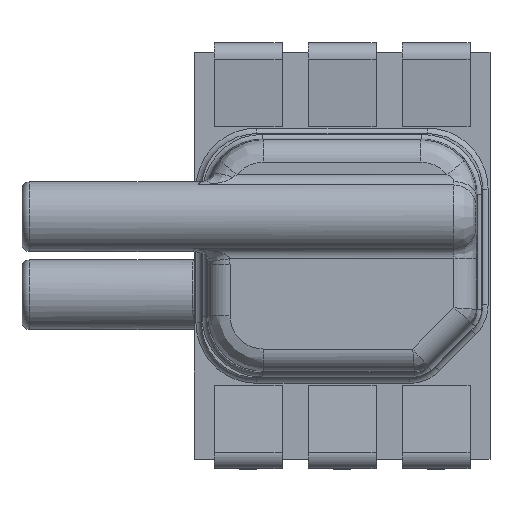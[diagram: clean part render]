
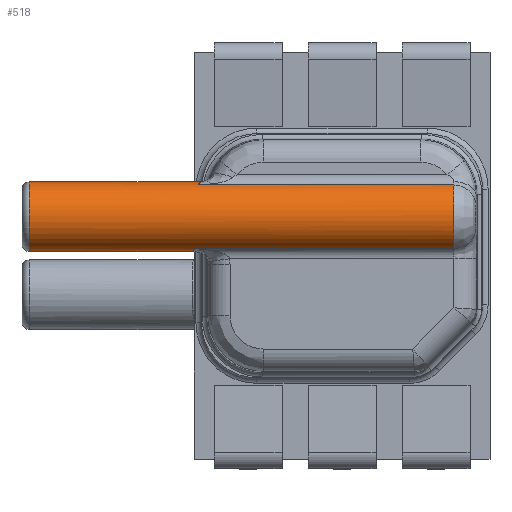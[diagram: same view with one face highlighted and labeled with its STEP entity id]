
A CAD part, top view. The second image highlights one B-rep face of the part: STEP entity #518.
In plain terms, the highlighted cylindrical face has radius 0.94 mm (diameter 1.88 mm), a partial arc.
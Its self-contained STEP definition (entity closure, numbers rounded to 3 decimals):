
#518=ADVANCED_FACE('',(#1538),#1539,.T.);
#1538=FACE_OUTER_BOUND('',#4086,.T.);
#1539=CYLINDRICAL_SURFACE('',#4087,0.94);
#4086=EDGE_LOOP('',(#8659,#8660,#8661,#8662,#8663,#8664,#8665,#8666,#8667));
#4087=AXIS2_PLACEMENT_3D('',#8668,#8669,#8670);
#8659=ORIENTED_EDGE('',*,*,#10073,.T.);
#8660=ORIENTED_EDGE('',*,*,#10072,.T.);
#8661=ORIENTED_EDGE('',*,*,#10074,.T.);
#8662=ORIENTED_EDGE('',*,*,#10075,.T.);
#8663=ORIENTED_EDGE('',*,*,#10076,.T.);
#8664=ORIENTED_EDGE('',*,*,#8956,.T.);
#8665=ORIENTED_EDGE('',*,*,#10077,.T.);
#8666=ORIENTED_EDGE('',*,*,#10078,.T.);
#8667=ORIENTED_EDGE('',*,*,#10079,.T.);
#8668=CARTESIAN_POINT('',(32.265,-31.95,2.16));
#8669=DIRECTION('',(1.0,0.,0.0));
#8670=DIRECTION('',(0.,1.0,0.0));
#8956=EDGE_CURVE('',#10144,#10148,#10150,.T.);
#10072=EDGE_CURVE('',#11903,#11911,#11913,.T.);
#10073=EDGE_CURVE('',#11914,#11903,#11915,.T.);
#10074=EDGE_CURVE('',#11911,#11916,#11917,.T.);
#10075=EDGE_CURVE('',#11916,#10156,#11918,.T.);
#10076=EDGE_CURVE('',#10156,#10144,#11919,.T.);
#10077=EDGE_CURVE('',#10148,#11920,#11921,.T.);
#10078=EDGE_CURVE('',#11920,#11922,#11923,.T.);
#10079=EDGE_CURVE('',#11922,#11914,#11924,.T.);
#10144=VERTEX_POINT('',#12010);
#10148=VERTEX_POINT('',#12014);
#10150=CIRCLE('',#12016,0.94);
#10156=VERTEX_POINT('',#12022);
#11903=VERTEX_POINT('',#15251);
#11911=VERTEX_POINT('',#15278);
#11913=LINE('',#15285,#15286);
#11914=VERTEX_POINT('',#15287);
#11915=B_SPLINE_CURVE_WITH_KNOTS('',3,(#15288,#15289,#15290,#15291,#15292,#15293,#15294,#15295,#15296,#15297,#15298,#15299,#15300,#15301,#15302,#15303,#15304),.UNSPECIFIED.,.F.,.F.,(4,1,1,1,1,1,1,1,1,1,1,1,1,1,4),(0.0,0.071,0.143,0.214,0.286,0.357,0.429,0.5,0.571,0.643,0.714,0.786,0.857,0.929,1.0),.UNSPECIFIED.);
#11916=VERTEX_POINT('',#15305);
#11917=B_SPLINE_CURVE_WITH_KNOTS('',3,(#15306,#15307,#15308,#15309,#15310,#15311),.UNSPECIFIED.,.F.,.F.,(4,1,1,4),(0.0,0.333,0.667,1.0),.UNSPECIFIED.);
#11918=LINE('',#15312,#15313);
#11919=CIRCLE('',#15314,0.94);
#11920=VERTEX_POINT('',#15315);
#11921=LINE('',#15316,#15317);
#11922=VERTEX_POINT('',#15318);
#11923=B_SPLINE_CURVE_WITH_KNOTS('',3,(#15319,#15320,#15321,#15322,#15323,#15324),.UNSPECIFIED.,.F.,.F.,(4,1,1,4),(0.0,0.333,0.667,1.0),.UNSPECIFIED.);
#11924=LINE('',#15325,#15326);
#12010=CARTESIAN_POINT('',(19.55,-32.89,2.181));
#12014=CARTESIAN_POINT('',(19.55,-32.89,2.16));
#12016=AXIS2_PLACEMENT_3D('',#15611,#15612,#15613);
#12022=CARTESIAN_POINT('',(19.55,-31.01,2.16));
#15251=CARTESIAN_POINT('',(31.017,-31.09,2.539));
#15278=CARTESIAN_POINT('',(24.11,-31.09,2.539));
#15285=CARTESIAN_POINT('',(31.017,-31.09,2.539));
#15286=VECTOR('',#17361,6.907);
#15287=CARTESIAN_POINT('',(31.017,-32.81,2.539));
#15288=CARTESIAN_POINT('',(31.017,-32.81,2.539));
#15289=CARTESIAN_POINT('',(31.017,-32.789,2.586));
#15290=CARTESIAN_POINT('',(31.016,-32.74,2.678));
#15291=CARTESIAN_POINT('',(31.015,-32.644,2.8));
#15292=CARTESIAN_POINT('',(31.015,-32.529,2.906));
#15293=CARTESIAN_POINT('',(31.014,-32.399,2.991));
#15294=CARTESIAN_POINT('',(31.014,-32.256,3.053));
#15295=CARTESIAN_POINT('',(31.013,-32.105,3.091));
#15296=CARTESIAN_POINT('',(31.013,-31.95,3.104));
#15297=CARTESIAN_POINT('',(31.013,-31.795,3.091));
#15298=CARTESIAN_POINT('',(31.014,-31.644,3.053));
#15299=CARTESIAN_POINT('',(31.014,-31.501,2.991));
#15300=CARTESIAN_POINT('',(31.015,-31.371,2.906));
#15301=CARTESIAN_POINT('',(31.015,-31.256,2.8));
#15302=CARTESIAN_POINT('',(31.016,-31.16,2.677));
#15303=CARTESIAN_POINT('',(31.017,-31.111,2.586));
#15304=CARTESIAN_POINT('',(31.017,-31.09,2.539));
#15305=CARTESIAN_POINT('',(24.144,-31.01,2.16));
#15306=CARTESIAN_POINT('',(24.11,-31.09,2.539));
#15307=CARTESIAN_POINT('',(24.119,-31.071,2.497));
#15308=CARTESIAN_POINT('',(24.133,-31.041,2.412));
#15309=CARTESIAN_POINT('',(24.145,-31.016,2.286));
#15310=CARTESIAN_POINT('',(24.145,-31.01,2.201));
#15311=CARTESIAN_POINT('',(24.144,-31.01,2.16));
#15312=CARTESIAN_POINT('',(24.144,-31.01,2.16));
#15313=VECTOR('',#17362,4.594);
#15314=AXIS2_PLACEMENT_3D('',#17363,#17364,#17365);
#15315=CARTESIAN_POINT('',(23.98,-32.89,2.16));
#15316=CARTESIAN_POINT('',(19.55,-32.89,2.16));
#15317=VECTOR('',#17366,4.43);
#15318=CARTESIAN_POINT('',(23.99,-32.81,2.539));
#15319=CARTESIAN_POINT('',(23.98,-32.89,2.16));
#15320=CARTESIAN_POINT('',(23.982,-32.89,2.203));
#15321=CARTESIAN_POINT('',(23.984,-32.884,2.29));
#15322=CARTESIAN_POINT('',(23.987,-32.857,2.418));
#15323=CARTESIAN_POINT('',(23.989,-32.828,2.499));
#15324=CARTESIAN_POINT('',(23.99,-32.81,2.539));
#15325=CARTESIAN_POINT('',(23.99,-32.81,2.539));
#15326=VECTOR('',#17367,7.027);
#15611=CARTESIAN_POINT('',(19.55,-31.95,2.16));
#15612=DIRECTION('',(1.0,0.,0.0));
#15613=DIRECTION('',(0.,1.0,0.0));
#17361=DIRECTION('',(-1.0,0.,0.));
#17362=DIRECTION('',(-1.0,0.,0.));
#17363=CARTESIAN_POINT('',(19.55,-31.95,2.16));
#17364=DIRECTION('',(1.0,0.,0.0));
#17365=DIRECTION('',(0.,1.0,0.0));
#17366=DIRECTION('',(1.0,0.,0.));
#17367=DIRECTION('',(1.0,0.,0.));
